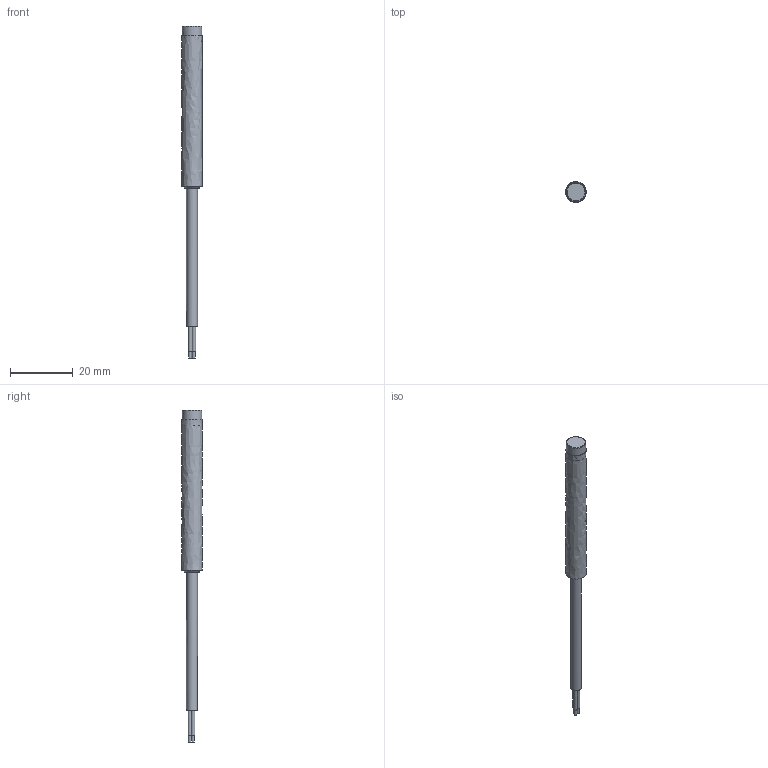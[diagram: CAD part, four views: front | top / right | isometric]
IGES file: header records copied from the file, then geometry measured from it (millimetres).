
Global section: file name: KDC 6.5 nb Kabel; native system: Autodesk Inventor 2018; preprocessor: unknown; author: C. Kuhn; organization: di-soric GmbH & Co. KG; date: 20171127.143321; units: millimetre
Bounding box: 6.5 x 6.5 x 105.5 mm (x, y, z)
Volume: 2422.2 mm3; surface area: 5502 mm2
Topology: 8 solids, 15 shells, 63 faces, 118 edges, 82 vertices
Faces by surface type: bspline 63
